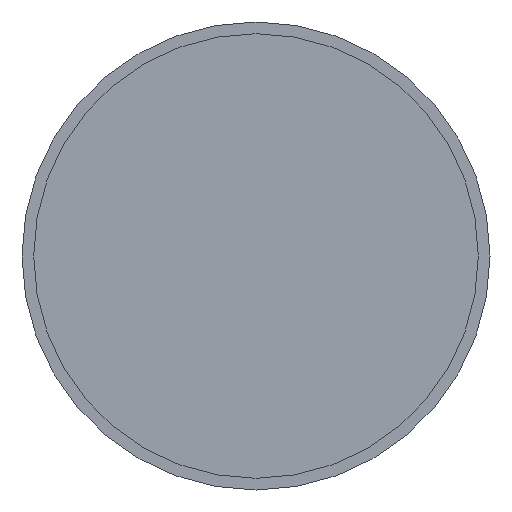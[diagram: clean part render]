
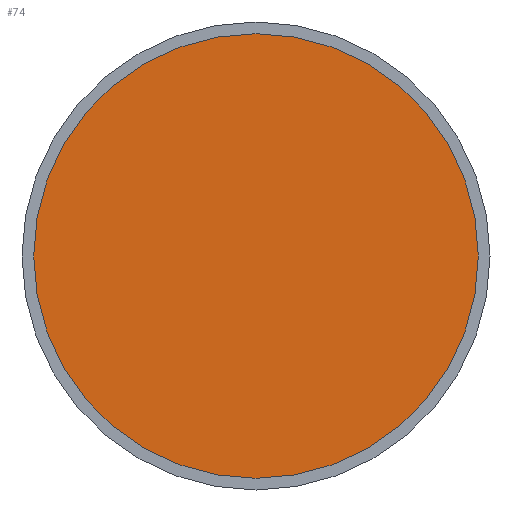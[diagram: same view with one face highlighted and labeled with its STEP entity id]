
A CAD part, front view. The second image highlights one B-rep face of the part: STEP entity #74.
In plain terms, the highlighted planar face has unit normal (0, -1, 0).
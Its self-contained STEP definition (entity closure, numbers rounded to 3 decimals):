
#74 = ADVANCED_FACE( '', ( #164 ), #165, .F. );
#164 = FACE_OUTER_BOUND( '', #304, .T. );
#165 = PLANE( '', #305 );
#304 = EDGE_LOOP( '', ( #436 ) );
#305 = AXIS2_PLACEMENT_3D( '', #437, #438, #439 );
#436 = ORIENTED_EDGE( '', *, *, #601, .T. );
#437 = CARTESIAN_POINT( '', ( 38., 3., 0. ) );
#438 = DIRECTION( '', ( 0., 1., 0. ) );
#439 = DIRECTION( '', ( 0., 0., 1. ) );
#601 = EDGE_CURVE( '', #696, #696, #697, .T. );
#696 = VERTEX_POINT( '', #812 );
#697 = CIRCLE( '', #813, 38. );
#812 = CARTESIAN_POINT( '', ( 0., 3., -38. ) );
#813 = AXIS2_PLACEMENT_3D( '', #912, #913, #914 );
#912 = CARTESIAN_POINT( '', ( 0., 3., 0. ) );
#913 = DIRECTION( '', ( 0., -1., 0. ) );
#914 = DIRECTION( '', ( 0., 0., -1. ) );
